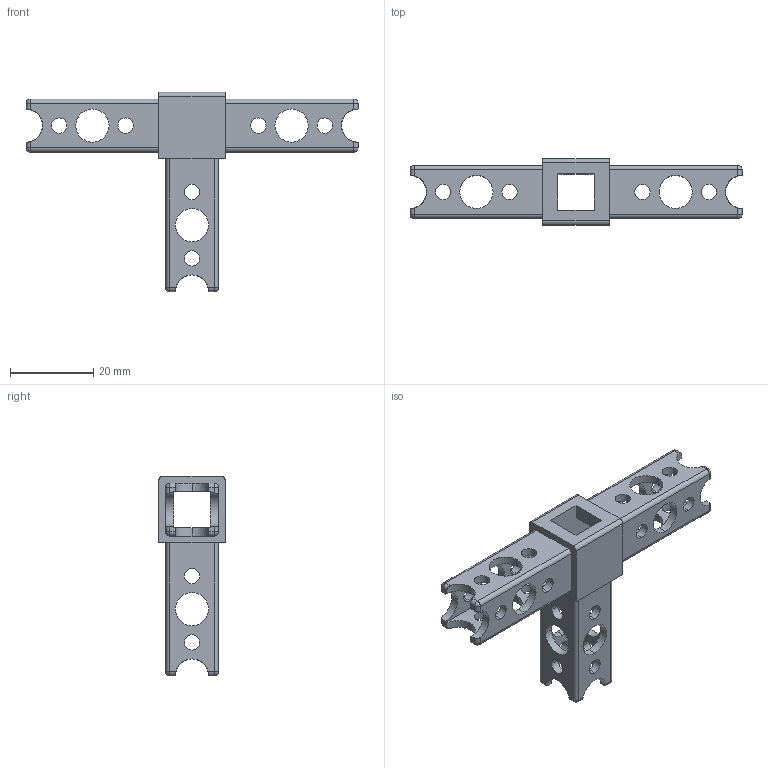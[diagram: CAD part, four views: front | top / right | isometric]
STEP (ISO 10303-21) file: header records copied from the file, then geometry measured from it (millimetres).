
FILE_DESCRIPTION (( 'STEP AP214' ), '1' );
FILE_NAME ('40213_TXP-Tee Beam Connector.STEP', '2017-03-28T20:15:14', ( '' ), ( '' ), 'SwSTEP 2.0', 'SolidWorks 2016', '' );
FILE_SCHEMA (( 'AUTOMOTIVE_DESIGN' ));
Length unit declared in the file: millimetre
Products named in the file (2): 40213_TXP-Tee Beam Connector
Bounding box: 80 x 16 x 48 mm (x, y, z)
Volume: 8146.7 mm3; surface area: 9053.6 mm2
Topology: 2 solids, 2 shells, 183 faces, 522 edges, 328 vertices
Faces by surface type: cylinder 126, plane 45, sphere 12
Entity records: 8323 total; most frequent: CARTESIAN_POINT 1239, DIRECTION 1084, ORIENTED_EDGE 1020, EDGE_CURVE 510, AXIS2_PLACEMENT_3D 413, VERTEX_POINT 328, EDGE_LOOP 260, VECTOR 258
